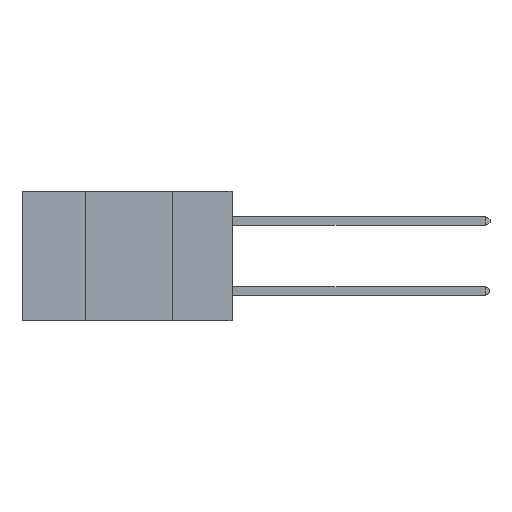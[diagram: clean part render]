
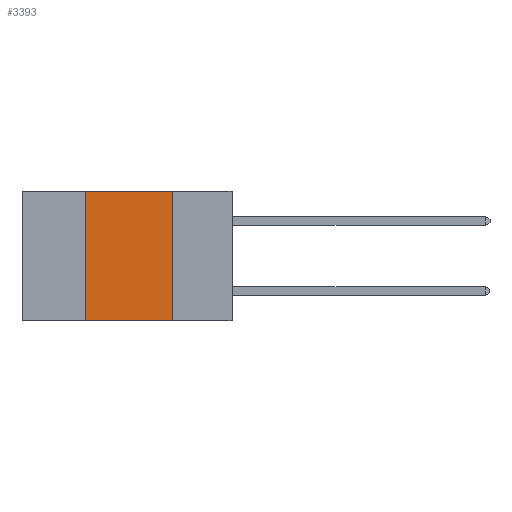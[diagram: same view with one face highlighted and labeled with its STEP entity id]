
A CAD part, left-side view. The second image highlights one B-rep face of the part: STEP entity #3393.
In plain terms, the highlighted planar face has unit normal (-1, 0, 0).
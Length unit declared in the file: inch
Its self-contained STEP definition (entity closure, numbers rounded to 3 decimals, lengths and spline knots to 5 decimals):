
#419 = CARTESIAN_POINT ( 'NONE',  ( 0., 0.6, -0.37 ) ) ;
#1276 = DIRECTION ( 'NONE',  ( 1., 0., 0. ) ) ;
#1444 = VERTEX_POINT ( 'NONE', #12348 ) ;
#1596 = VECTOR ( 'NONE', #8140, 39.37008 ) ;
#1874 = CARTESIAN_POINT ( 'NONE',  ( 0., 0.42, 0. ) ) ;
#1930 = ORIENTED_EDGE ( 'NONE', *, *, #2607, .F. ) ;
#2088 = ORIENTED_EDGE ( 'NONE', *, *, #2358, .T. ) ;
#2111 = EDGE_CURVE ( 'NONE', #9755, #1444, #12171, .T. ) ;
#2195 = CARTESIAN_POINT ( 'NONE',  ( 0., 0.42, 0. ) ) ;
#2358 = EDGE_CURVE ( 'NONE', #10254, #8696, #11723, .T. ) ;
#2547 = EDGE_CURVE ( 'NONE', #10254, #9755, #12770, .T. ) ;
#2607 = EDGE_CURVE ( 'NONE', #1444, #8696, #3443, .T. ) ;
#3393 = ADVANCED_FACE ( 'NONE', ( #12759 ), #4440, .F. ) ;
#3443 = LINE ( 'NONE', #11194, #11553 ) ;
#3613 = VECTOR ( 'NONE', #12735, 39.37008 ) ;
#4080 = CARTESIAN_POINT ( 'NONE',  ( 0., 0.42, -0.37 ) ) ;
#4439 = VECTOR ( 'NONE', #10385, 39.37008 ) ;
#4440 = PLANE ( 'NONE',  #8748 ) ;
#5158 = DIRECTION ( 'NONE',  ( 0., 0., -1. ) ) ;
#5505 = CARTESIAN_POINT ( 'NONE',  ( 0., 0.6, 0. ) ) ;
#6053 = EDGE_LOOP ( 'NONE', ( #1930, #6576, #7824, #2088 ) ) ;
#6576 = ORIENTED_EDGE ( 'NONE', *, *, #2111, .F. ) ;
#7824 = ORIENTED_EDGE ( 'NONE', *, *, #2547, .F. ) ;
#8140 = DIRECTION ( 'NONE',  ( 0., 0., 1. ) ) ;
#8599 = DIRECTION ( 'NONE',  ( 0., 0., -1. ) ) ;
#8696 = VERTEX_POINT ( 'NONE', #12115 ) ;
#8748 = AXIS2_PLACEMENT_3D ( 'NONE', #5505, #1276, #8599 ) ;
#9409 = CARTESIAN_POINT ( 'NONE',  ( 0., 0.6, 0. ) ) ;
#9755 = VERTEX_POINT ( 'NONE', #2195 ) ;
#10254 = VERTEX_POINT ( 'NONE', #4080 ) ;
#10385 = DIRECTION ( 'NONE',  ( 0., -1., 0. ) ) ;
#11194 = CARTESIAN_POINT ( 'NONE',  ( 0., 0.17, 0. ) ) ;
#11553 = VECTOR ( 'NONE', #5158, 39.37008 ) ;
#11723 = LINE ( 'NONE', #419, #3613 ) ;
#12115 = CARTESIAN_POINT ( 'NONE',  ( 0., 0.17, -0.37 ) ) ;
#12171 = LINE ( 'NONE', #9409, #4439 ) ;
#12348 = CARTESIAN_POINT ( 'NONE',  ( 0., 0.17, 0. ) ) ;
#12735 = DIRECTION ( 'NONE',  ( 0., -1., 0. ) ) ;
#12759 = FACE_OUTER_BOUND ( 'NONE', #6053, .T. ) ;
#12770 = LINE ( 'NONE', #1874, #1596 ) ;
